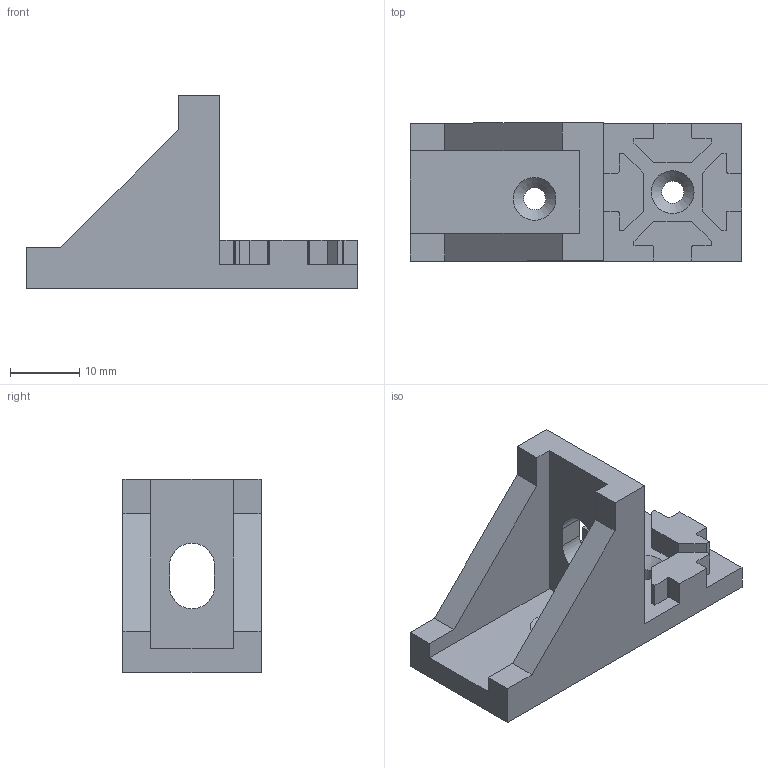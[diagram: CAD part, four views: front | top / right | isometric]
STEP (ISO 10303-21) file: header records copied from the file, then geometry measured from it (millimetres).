
FILE_DESCRIPTION(('FreeCAD Model'),'2;1');
FILE_NAME('Open CASCADE Shape Model','2021-08-10T15:14:53',('Author'),( ''),'Open CASCADE STEP processor 7.5','FreeCAD','Unknown');
FILE_SCHEMA(('AUTOMOTIVE_DESIGN { 1 0 10303 214 1 1 1 1 }'));
Length unit declared in the file: millimetre
Products named in the file (1): Cut002
Bounding box: 48 x 20 x 28 mm (x, y, z)
Volume: 7461.2 mm3; surface area: 4971.1 mm2
Topology: 1 solids, 1 shells, 154 faces, 458 edges, 304 vertices
Faces by surface type: plane 146, cylinder 6, cone 2
Full cylindrical faces by diameter (mm): 3.2 x2
Entity records: 11065 total; most frequent: CARTESIAN_POINT 1869, DIRECTION 1687, LINE 1342, VECTOR 1342, ORIENTED_EDGE 916, PCURVE 916, DEFINITIONAL_REPRESENTATION 916, EDGE_CURVE 458
